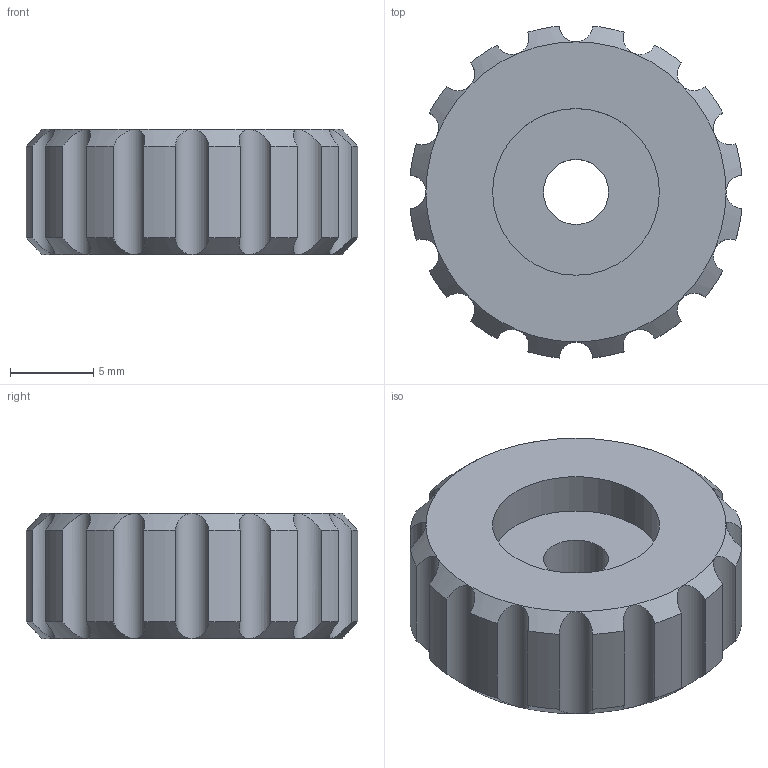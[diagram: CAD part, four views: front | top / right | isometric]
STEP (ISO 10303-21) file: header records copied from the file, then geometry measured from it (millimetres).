
FILE_DESCRIPTION(('Open CASCADE Model'),'2;1');
FILE_NAME('Open CASCADE Shape Model','2025-03-01T10:42:55',('Author'),( 'Open CASCADE'),'Open CASCADE STEP processor 7.8','Open CASCADE 7.8' ,'Unknown');
FILE_SCHEMA(('AUTOMOTIVE_DESIGN { 1 0 10303 214 1 1 1 1 }'));
Length unit declared in the file: millimetre
Products named in the file (1): Open CASCADE STEP translator 7.8 3
Bounding box: 19.9 x 19.9 x 7.5 mm (x, y, z)
Volume: 1876.2 mm3; surface area: 1216.8 mm2
Topology: 1 solids, 1 shells, 70 faces, 168 edges, 101 vertices
Faces by surface type: cylinder 34, cone 33, plane 3
Full cylindrical faces by diameter (mm): 3.9 x1, 10 x1
Entity records: 17435 total; most frequent: CARTESIAN_POINT 14412, DIRECTION 457, ORIENTED_EDGE 336, PCURVE 336, DEFINITIONAL_REPRESENTATION 336, B_SPLINE_CURVE_WITH_KNOTS 258, EDGE_CURVE 168, SURFACE_CURVE 165
